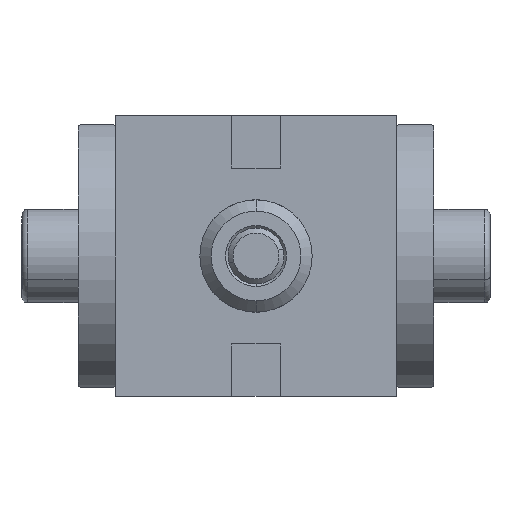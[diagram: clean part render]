
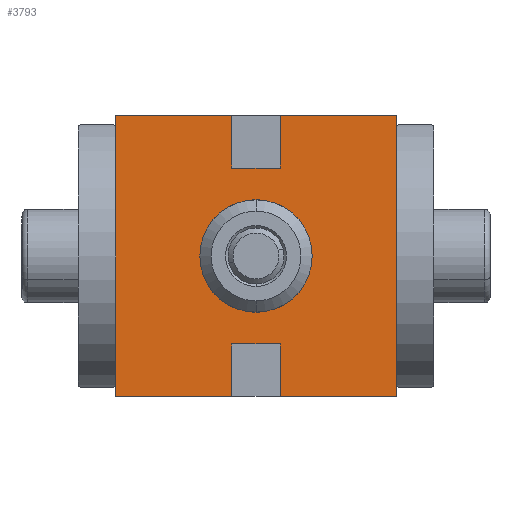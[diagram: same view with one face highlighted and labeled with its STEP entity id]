
A CAD part, front view. The second image highlights one B-rep face of the part: STEP entity #3793.
In plain terms, the highlighted planar face has unit normal (0, -1, 0).
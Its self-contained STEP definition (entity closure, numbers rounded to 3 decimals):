
#72 = CARTESIAN_POINT ( 'NONE',  ( -15., -7.5, 17.6 ) ) ;
#74 = CARTESIAN_POINT ( 'NONE',  ( 0., -7.5, 15. ) ) ;
#131 = VECTOR ( 'NONE', #5440, 1000. ) ;
#207 = LINE ( 'NONE', #5710, #5162 ) ;
#409 = CARTESIAN_POINT ( 'NONE',  ( 0., -7.5, 18.125 ) ) ;
#460 = CIRCLE ( 'NONE', #4627, 3.125 ) ;
#482 = ORIENTED_EDGE ( 'NONE', *, *, #6367, .F. ) ;
#527 = CARTESIAN_POINT ( 'NONE',  ( -15., -7.5, 30. ) ) ;
#603 = VERTEX_POINT ( 'NONE', #409 ) ;
#631 = DIRECTION ( 'NONE',  ( -1., 0., 0. ) ) ;
#667 = VECTOR ( 'NONE', #4944, 1000. ) ;
#689 = EDGE_CURVE ( 'NONE', #1054, #5804, #1409, .T. ) ;
#730 = EDGE_LOOP ( 'NONE', ( #1810, #1478 ) ) ;
#742 = EDGE_CURVE ( 'NONE', #1204, #603, #460, .T. ) ;
#812 = CARTESIAN_POINT ( 'NONE',  ( 0., -7.5, 15. ) ) ;
#946 = AXIS2_PLACEMENT_3D ( 'NONE', #812, #5902, #2447 ) ;
#1009 = LINE ( 'NONE', #2969, #667 ) ;
#1054 = VERTEX_POINT ( 'NONE', #6141 ) ;
#1060 = EDGE_CURVE ( 'NONE', #3137, #5056, #2632, .T. ) ;
#1092 = LINE ( 'NONE', #3547, #2477 ) ;
#1122 = FACE_OUTER_BOUND ( 'NONE', #4082, .T. ) ;
#1146 = DIRECTION ( 'NONE',  ( 1., 0., 0. ) ) ;
#1204 = VERTEX_POINT ( 'NONE', #2764 ) ;
#1236 = VECTOR ( 'NONE', #3058, 1000. ) ;
#1409 = LINE ( 'NONE', #3462, #131 ) ;
#1472 = EDGE_CURVE ( 'NONE', #4183, #4460, #207, .T. ) ;
#1478 = ORIENTED_EDGE ( 'NONE', *, *, #4083, .F. ) ;
#1600 = DIRECTION ( 'NONE',  ( 0., 0., 1. ) ) ;
#1708 = CARTESIAN_POINT ( 'NONE',  ( 15., -7.5, 30. ) ) ;
#1769 = LINE ( 'NONE', #1708, #3106 ) ;
#1810 = ORIENTED_EDGE ( 'NONE', *, *, #742, .F. ) ;
#1896 = VECTOR ( 'NONE', #2215, 1000. ) ;
#2077 = DIRECTION ( 'NONE',  ( 0., -1., 0. ) ) ;
#2123 = CARTESIAN_POINT ( 'NONE',  ( -15., -7.5, 30. ) ) ;
#2214 = ORIENTED_EDGE ( 'NONE', *, *, #5968, .F. ) ;
#2215 = DIRECTION ( 'NONE',  ( 0., 0., -1. ) ) ;
#2239 = EDGE_CURVE ( 'NONE', #3071, #3658, #1009, .T. ) ;
#2350 = DIRECTION ( 'NONE',  ( 0., 0., -1. ) ) ;
#2447 = DIRECTION ( 'NONE',  ( 0., 0., -1. ) ) ;
#2477 = VECTOR ( 'NONE', #2552, 1000. ) ;
#2500 = EDGE_CURVE ( 'NONE', #5265, #3071, #4379, .T. ) ;
#2520 = DIRECTION ( 'NONE',  ( 0., 1., 0. ) ) ;
#2552 = DIRECTION ( 'NONE',  ( 0., 0., -1. ) ) ;
#2556 = CARTESIAN_POINT ( 'NONE',  ( -15., -7.5, 17.6 ) ) ;
#2591 = VERTEX_POINT ( 'NONE', #3023 ) ;
#2627 = CIRCLE ( 'NONE', #946, 3.125 ) ;
#2632 = LINE ( 'NONE', #72, #5021 ) ;
#2759 = CARTESIAN_POINT ( 'NONE',  ( 9.4, -7.5, 17.6 ) ) ;
#2764 = CARTESIAN_POINT ( 'NONE',  ( 0., -7.5, 11.875 ) ) ;
#2770 = CARTESIAN_POINT ( 'NONE',  ( -9.4, -7.5, 12.4 ) ) ;
#2788 = EDGE_CURVE ( 'NONE', #3406, #5056, #4174, .T. ) ;
#2883 = ORIENTED_EDGE ( 'NONE', *, *, #689, .T. ) ;
#2893 = DIRECTION ( 'NONE',  ( 0., 0., -1. ) ) ;
#2918 = ORIENTED_EDGE ( 'NONE', *, *, #4735, .F. ) ;
#2963 = ORIENTED_EDGE ( 'NONE', *, *, #6286, .T. ) ;
#2969 = CARTESIAN_POINT ( 'NONE',  ( 15., -7.5, 12.4 ) ) ;
#3023 = CARTESIAN_POINT ( 'NONE',  ( 15., -7.5, 17.6 ) ) ;
#3058 = DIRECTION ( 'NONE',  ( 1., 0., 0. ) ) ;
#3071 = VERTEX_POINT ( 'NONE', #5108 ) ;
#3106 = VECTOR ( 'NONE', #5190, 1000. ) ;
#3137 = VERTEX_POINT ( 'NONE', #3353 ) ;
#3200 = ORIENTED_EDGE ( 'NONE', *, *, #1060, .F. ) ;
#3353 = CARTESIAN_POINT ( 'NONE',  ( -9.4, -7.5, 17.6 ) ) ;
#3406 = VERTEX_POINT ( 'NONE', #4640 ) ;
#3462 = CARTESIAN_POINT ( 'NONE',  ( -15., -7.5, 0. ) ) ;
#3547 = CARTESIAN_POINT ( 'NONE',  ( 15., -7.5, 30. ) ) ;
#3658 = VERTEX_POINT ( 'NONE', #3868 ) ;
#3663 = CARTESIAN_POINT ( 'NONE',  ( -15., -7.5, 30. ) ) ;
#3793 = ADVANCED_FACE ( 'NONE', ( #4088, #1122 ), #5091, .F. ) ;
#3829 = CARTESIAN_POINT ( 'NONE',  ( 15., -7.5, 30. ) ) ;
#3868 = CARTESIAN_POINT ( 'NONE',  ( 15., -7.5, 12.4 ) ) ;
#4082 = EDGE_LOOP ( 'NONE', ( #4566, #2963, #2883, #4711, #5463, #5068, #5380, #2214, #482, #6236, #3200, #2918 ) ) ;
#4083 = EDGE_CURVE ( 'NONE', #603, #1204, #2627, .T. ) ;
#4088 = FACE_BOUND ( 'NONE', #730, .T. ) ;
#4174 = LINE ( 'NONE', #3663, #1896 ) ;
#4175 = VERTEX_POINT ( 'NONE', #3829 ) ;
#4183 = VERTEX_POINT ( 'NONE', #5808 ) ;
#4243 = DIRECTION ( 'NONE',  ( 0., 0., 1. ) ) ;
#4379 = LINE ( 'NONE', #5388, #5984 ) ;
#4388 = EDGE_CURVE ( 'NONE', #2591, #5265, #6122, .T. ) ;
#4418 = LINE ( 'NONE', #5360, #4762 ) ;
#4460 = VERTEX_POINT ( 'NONE', #2770 ) ;
#4484 = LINE ( 'NONE', #527, #1236 ) ;
#4566 = ORIENTED_EDGE ( 'NONE', *, *, #1472, .F. ) ;
#4591 = DIRECTION ( 'NONE',  ( 0., 0., -1. ) ) ;
#4627 = AXIS2_PLACEMENT_3D ( 'NONE', #74, #2077, #4591 ) ;
#4640 = CARTESIAN_POINT ( 'NONE',  ( -15., -7.5, 30. ) ) ;
#4711 = ORIENTED_EDGE ( 'NONE', *, *, #6415, .F. ) ;
#4724 = CARTESIAN_POINT ( 'NONE',  ( 15., -7.5, 17.6 ) ) ;
#4735 = EDGE_CURVE ( 'NONE', #4460, #3137, #6048, .T. ) ;
#4762 = VECTOR ( 'NONE', #2893, 1000. ) ;
#4944 = DIRECTION ( 'NONE',  ( 1., 0., 0. ) ) ;
#5021 = VECTOR ( 'NONE', #631, 1000. ) ;
#5056 = VERTEX_POINT ( 'NONE', #2556 ) ;
#5068 = ORIENTED_EDGE ( 'NONE', *, *, #2500, .F. ) ;
#5091 = PLANE ( 'NONE',  #6163 ) ;
#5108 = CARTESIAN_POINT ( 'NONE',  ( 9.4, -7.5, 12.4 ) ) ;
#5115 = VECTOR ( 'NONE', #5180, 1000. ) ;
#5162 = VECTOR ( 'NONE', #1146, 1000. ) ;
#5180 = DIRECTION ( 'NONE',  ( -1., 0., 0. ) ) ;
#5190 = DIRECTION ( 'NONE',  ( 0., 0., -1. ) ) ;
#5265 = VERTEX_POINT ( 'NONE', #2759 ) ;
#5360 = CARTESIAN_POINT ( 'NONE',  ( -15., -7.5, 30. ) ) ;
#5380 = ORIENTED_EDGE ( 'NONE', *, *, #4388, .F. ) ;
#5388 = CARTESIAN_POINT ( 'NONE',  ( 9.4, -7.5, 17.6 ) ) ;
#5440 = DIRECTION ( 'NONE',  ( 1., 0., 0. ) ) ;
#5463 = ORIENTED_EDGE ( 'NONE', *, *, #2239, .F. ) ;
#5533 = CARTESIAN_POINT ( 'NONE',  ( -9.4, -7.5, 17.6 ) ) ;
#5710 = CARTESIAN_POINT ( 'NONE',  ( -15., -7.5, 12.4 ) ) ;
#5804 = VERTEX_POINT ( 'NONE', #6448 ) ;
#5808 = CARTESIAN_POINT ( 'NONE',  ( -15., -7.5, 12.4 ) ) ;
#5902 = DIRECTION ( 'NONE',  ( 0., -1., 0. ) ) ;
#5968 = EDGE_CURVE ( 'NONE', #4175, #2591, #1769, .T. ) ;
#5984 = VECTOR ( 'NONE', #2350, 1000. ) ;
#6048 = LINE ( 'NONE', #5533, #6052 ) ;
#6052 = VECTOR ( 'NONE', #1600, 1000. ) ;
#6122 = LINE ( 'NONE', #4724, #5115 ) ;
#6141 = CARTESIAN_POINT ( 'NONE',  ( -15., -7.5, 0. ) ) ;
#6163 = AXIS2_PLACEMENT_3D ( 'NONE', #2123, #2520, #4243 ) ;
#6236 = ORIENTED_EDGE ( 'NONE', *, *, #2788, .T. ) ;
#6286 = EDGE_CURVE ( 'NONE', #4183, #1054, #4418, .T. ) ;
#6367 = EDGE_CURVE ( 'NONE', #3406, #4175, #4484, .T. ) ;
#6415 = EDGE_CURVE ( 'NONE', #3658, #5804, #1092, .T. ) ;
#6448 = CARTESIAN_POINT ( 'NONE',  ( 15., -7.5, 0. ) ) ;
